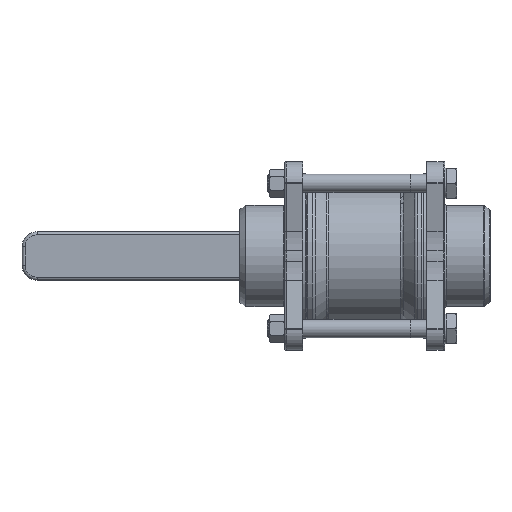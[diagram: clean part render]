
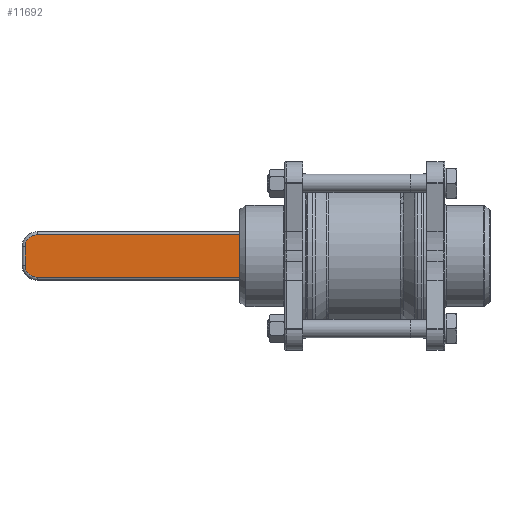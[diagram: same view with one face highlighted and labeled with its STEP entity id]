
A CAD part, front view. The second image highlights one B-rep face of the part: STEP entity #11692.
In plain terms, the highlighted planar face has unit normal (0, -1, 0).
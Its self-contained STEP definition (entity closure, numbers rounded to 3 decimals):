
#1245=LINE('',#20939,#2070);
#1248=LINE('',#20954,#2073);
#1250=LINE('',#20966,#2075);
#1251=LINE('',#20968,#2076);
#2070=VECTOR('',#15744,10.);
#2073=VECTOR('',#15761,10.);
#2075=VECTOR('',#15775,10.);
#2076=VECTOR('',#15778,10.);
#2466=PLANE('',#12993);
#3071=FACE_OUTER_BOUND('',#3807,.T.);
#3807=EDGE_LOOP('',(#9765,#9766,#9767,#9768,#9769,#9770));
#4478=CIRCLE('',#12984,4.);
#4482=CIRCLE('',#12990,4.);
#5435=VERTEX_POINT('',#20936);
#5436=VERTEX_POINT('',#20938);
#5438=VERTEX_POINT('',#20944);
#5440=VERTEX_POINT('',#20950);
#5442=VERTEX_POINT('',#20956);
#5444=VERTEX_POINT('',#20962);
#6897=EDGE_CURVE('',#5435,#5436,#1245,.T.);
#6902=EDGE_CURVE('',#5436,#5438,#4478,.T.);
#6905=EDGE_CURVE('',#5438,#5440,#1248,.T.);
#6908=EDGE_CURVE('',#5440,#5442,#4482,.T.);
#6911=EDGE_CURVE('',#5442,#5444,#1250,.T.);
#6912=EDGE_CURVE('',#5444,#5435,#1251,.T.);
#9765=ORIENTED_EDGE('',*,*,#6911,.F.);
#9766=ORIENTED_EDGE('',*,*,#6908,.F.);
#9767=ORIENTED_EDGE('',*,*,#6905,.F.);
#9768=ORIENTED_EDGE('',*,*,#6902,.F.);
#9769=ORIENTED_EDGE('',*,*,#6897,.F.);
#9770=ORIENTED_EDGE('',*,*,#6912,.F.);
#11692=ADVANCED_FACE('',(#3071),#2466,.T.);
#12984=AXIS2_PLACEMENT_3D('',#20948,#15754,#15755);
#12990=AXIS2_PLACEMENT_3D('',#20960,#15768,#15769);
#12993=AXIS2_PLACEMENT_3D('',#20967,#15776,#15777);
#15744=DIRECTION('',(0.,0.,-1.));
#15754=DIRECTION('center_axis',(0.,1.,0.));
#15755=DIRECTION('ref_axis',(0.707,0.,-0.707));
#15761=DIRECTION('',(-1.,0.,0.));
#15768=DIRECTION('center_axis',(0.,1.,0.));
#15769=DIRECTION('ref_axis',(-0.707,0.,-0.707));
#15775=DIRECTION('',(0.,0.,1.));
#15776=DIRECTION('center_axis',(0.,-1.,0.));
#15777=DIRECTION('ref_axis',(-1.,0.,0.));
#15778=DIRECTION('',(1.,0.,0.));
#20936=CARTESIAN_POINT('',(7.,24.444,-39.75));
#20938=CARTESIAN_POINT('',(7.,24.444,-108.5));
#20939=CARTESIAN_POINT('',(7.,24.444,-39.75));
#20944=CARTESIAN_POINT('',(3.,24.444,-112.5));
#20948=CARTESIAN_POINT('Origin',(3.,24.444,-108.5));
#20950=CARTESIAN_POINT('',(-3.,24.444,-112.5));
#20954=CARTESIAN_POINT('',(4.,24.444,-112.5));
#20956=CARTESIAN_POINT('',(-7.,24.444,-108.5));
#20960=CARTESIAN_POINT('Origin',(-3.,24.444,-108.5));
#20962=CARTESIAN_POINT('',(-7.,24.444,-39.75));
#20966=CARTESIAN_POINT('',(-7.,24.444,-39.75));
#20967=CARTESIAN_POINT('Origin',(8.,24.444,-39.75));
#20968=CARTESIAN_POINT('',(-8.,24.444,-39.75));
